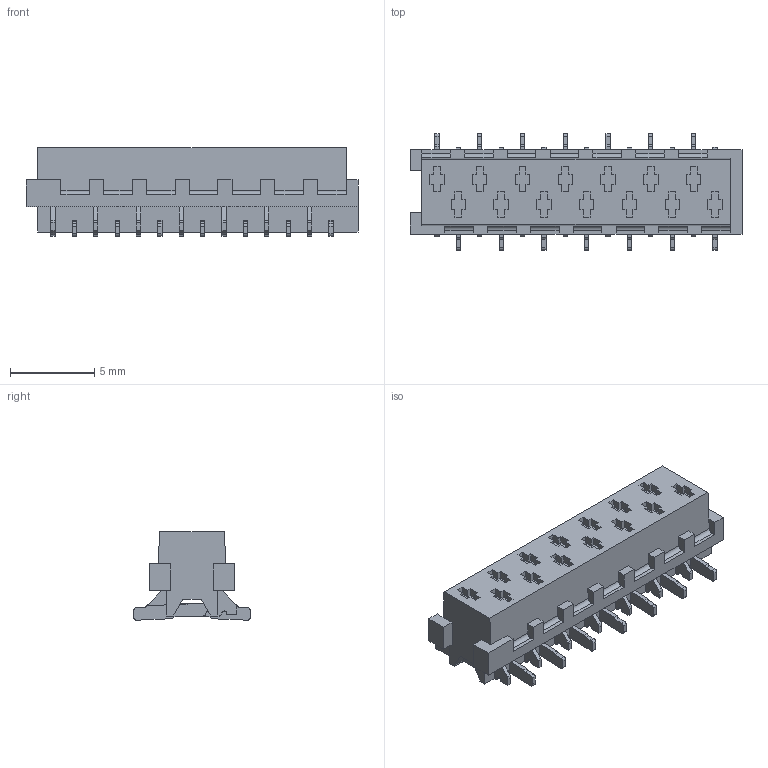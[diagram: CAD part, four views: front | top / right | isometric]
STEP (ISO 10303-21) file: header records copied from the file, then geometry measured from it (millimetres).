
FILE_DESCRIPTION(('STEP AP242'),'1');
FILE_NAME('8-188275-4.stp','2022-07-22T14:32:28',('TraceParts'),('TraceParts S.A.'),'Spatial InterOp 3D',' ',' ');
FILE_SCHEMA(('AP242_MANAGED_MODEL_BASED_3D_ENGINEERING_MIM_LF {1 0 10303 442 1 1 4}'));
Length unit declared in the file: millimetre
Products named in the file (1): 8-188275-4
Bounding box: 19.71 x 6.9 x 5.25 mm (x, y, z)
Volume: 343.5 mm3; surface area: 626.6 mm2
Topology: 1 solids, 1 shells, 668 faces, 1996 edges, 1330 vertices
Faces by surface type: plane 528, cylinder 140
Entity records: 22335 total; most frequent: CARTESIAN_POINT 3995, ORIENTED_EDGE 3992, DIRECTION 3614, EDGE_CURVE 1996, LINE 1716, VECTOR 1716, VERTEX_POINT 1330, AXIS2_PLACEMENT_3D 949
